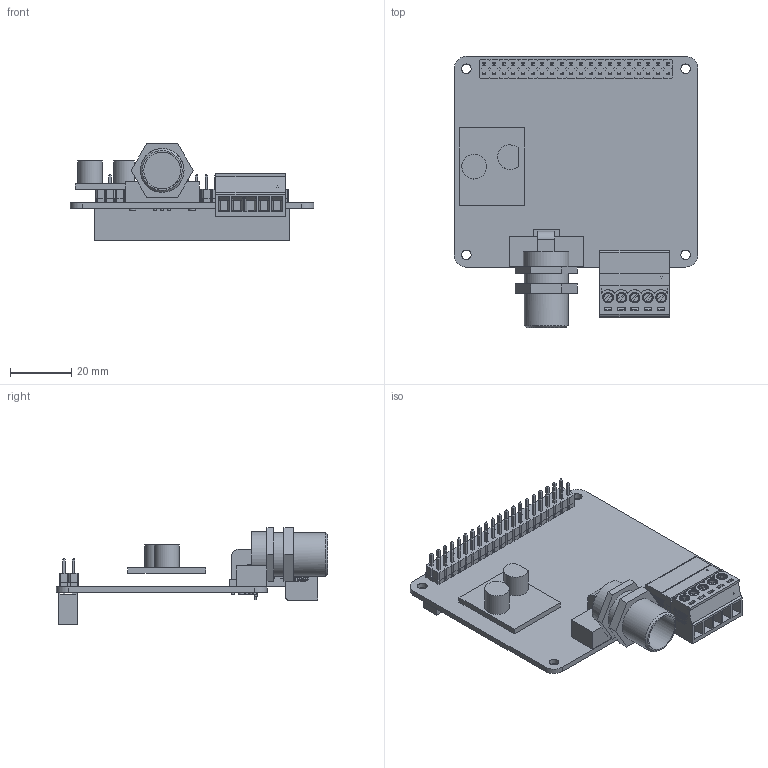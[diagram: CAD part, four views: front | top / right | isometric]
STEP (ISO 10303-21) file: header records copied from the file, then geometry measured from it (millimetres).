
FILE_DESCRIPTION(('FreeCAD Model'),'2;1');
FILE_NAME('Open CASCADE Shape Model','2025-05-03T04:34:59',('FreeCAD'),( 'FreeCAD'),'Open CASCADE STEP processor 7.6','FreeCAD','Unknown');
FILE_SCHEMA(('AUTOMOTIVE_DESIGN { 1 0 10303 214 1 1 1 1 }'));
Products named in the file (1): Open CASCADE STEP translator 7.6 1
Bounding box: 79.43 x 88.32 x 31.58 mm (x, y, z)
Volume: 27084.1 mm3; surface area: 34333.2 mm2
Topology: 9 solids, 15 shells, 3587 faces, 9241 edges, 5984 vertices
Faces by surface type: bspline 3587
Entity records: 113338 total; most frequent: CARTESIAN_POINT 55877, ORIENTED_EDGE 18482, EDGE_CURVE 9241, B_SPLINE_CURVE_WITH_KNOTS 8756, VERTEX_POINT 5984, FACE_BOUND 4013, EDGE_LOOP 4013, ADVANCED_FACE 3587
